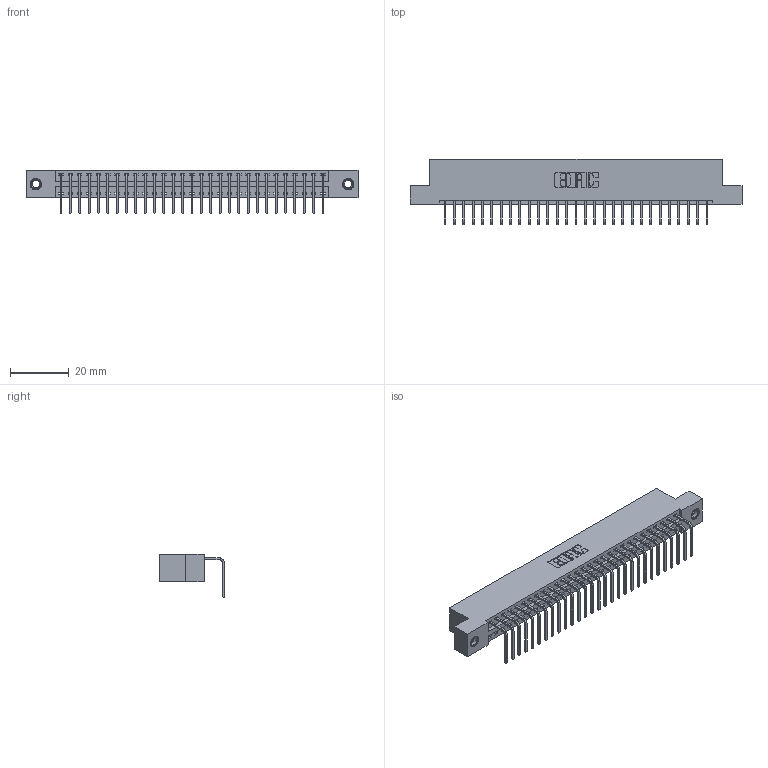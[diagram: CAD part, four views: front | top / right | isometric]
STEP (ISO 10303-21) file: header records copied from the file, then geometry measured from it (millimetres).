
FILE_DESCRIPTION (( 'STEP AP203' ), '1' );
FILE_NAME ('346-029-558-107.STEP', '2022-05-06T14:54:22', ( '' ), ( '' ), 'SwSTEP 2.0', 'SolidWorks 2020', '' );
FILE_SCHEMA (( 'CONFIG_CONTROL_DESIGN' ));
Length unit declared in the file: inch
Products named in the file (4): 345-292-001_558 Tail - 2; 346-029-558-107; 346 Part_Flush Mounting Lugs - 0.156 Dia-TI; 345-250-001_345-250-005-103
Assembly tree (32 placements, depth 2):
  346-029-558-107
    346 Part_Flush Mounting Lugs - 0.156 Dia-TI
    345-292-001_558 Tail - 2  x29
    345-250-001_345-250-005-103  x2
Bounding box: 112.65 x 22.16 x 14.73 mm (x, y, z)
Volume: 10776.5 mm3; surface area: 13940.1 mm2
Topology: 32 solids, 32 shells, 1922 faces, 5743 edges, 3782 vertices
Faces by surface type: plane 1326, cylinder 580, cone 12, torus 4
Entity records: 21018 total; most frequent: CARTESIAN_POINT 3590, ORIENTED_EDGE 3546, DIRECTION 3209, EDGE_CURVE 1773, VECTOR 1505, LINE 1505, VERTEX_POINT 1176, AXIS2_PLACEMENT_3D 852
